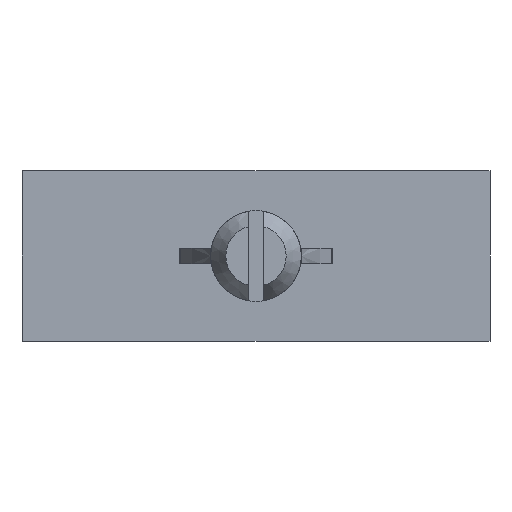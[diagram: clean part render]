
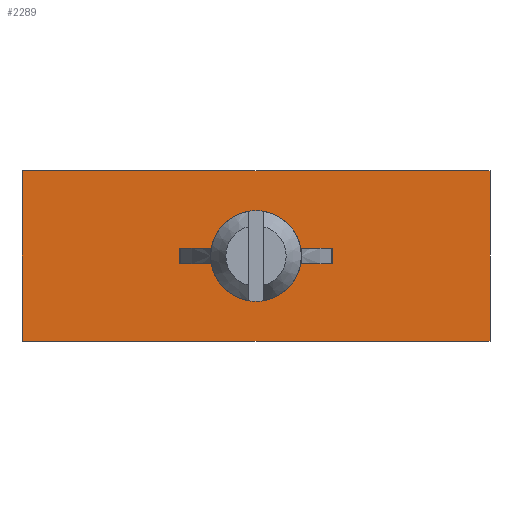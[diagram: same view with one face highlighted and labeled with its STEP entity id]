
A CAD part, front view. The second image highlights one B-rep face of the part: STEP entity #2289.
In plain terms, the highlighted planar face has unit normal (0, -1, 0).
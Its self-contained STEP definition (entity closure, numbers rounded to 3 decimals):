
#65 = DIRECTION ( 'NONE',  ( 0., 0., 1. ) ) ;
#95 = CARTESIAN_POINT ( 'NONE',  ( 15.5, 0., -5.65 ) ) ;
#121 = DIRECTION ( 'NONE',  ( 0., -1., 0. ) ) ;
#333 = CARTESIAN_POINT ( 'NONE',  ( 15.5, 0., -5.65 ) ) ;
#392 = CARTESIAN_POINT ( 'NONE',  ( -15.5, 0., 5.65 ) ) ;
#438 = LINE ( 'NONE', #392, #1930 ) ;
#508 = DIRECTION ( 'NONE',  ( 0., 0., -1. ) ) ;
#534 = VERTEX_POINT ( 'NONE', #645 ) ;
#645 = CARTESIAN_POINT ( 'NONE',  ( -15.5, 0., 5.65 ) ) ;
#717 = VECTOR ( 'NONE', #1278, 1000. ) ;
#746 = EDGE_CURVE ( 'NONE', #3032, #934, #2840, .T. ) ;
#934 = VERTEX_POINT ( 'NONE', #333 ) ;
#1001 = EDGE_LOOP ( 'NONE', ( #1104, #1216 ) ) ;
#1018 = DIRECTION ( 'NONE',  ( 0., -1., 0. ) ) ;
#1032 = CARTESIAN_POINT ( 'NONE',  ( 0., 0., 0. ) ) ;
#1054 = DIRECTION ( 'NONE',  ( 0., 0., 1. ) ) ;
#1091 = EDGE_CURVE ( 'NONE', #934, #2798, #1586, .T. ) ;
#1093 = FACE_BOUND ( 'NONE', #1001, .T. ) ;
#1104 = ORIENTED_EDGE ( 'NONE', *, *, #1741, .F. ) ;
#1142 = EDGE_CURVE ( 'NONE', #3032, #534, #2682, .T. ) ;
#1216 = ORIENTED_EDGE ( 'NONE', *, *, #2141, .F. ) ;
#1278 = DIRECTION ( 'NONE',  ( 1., 0., 0. ) ) ;
#1345 = VECTOR ( 'NONE', #65, 1000. ) ;
#1586 = LINE ( 'NONE', #95, #1345 ) ;
#1668 = CARTESIAN_POINT ( 'NONE',  ( 0., 0., -3. ) ) ;
#1741 = EDGE_CURVE ( 'NONE', #2003, #1796, #2222, .T. ) ;
#1750 = DIRECTION ( 'NONE',  ( 0., 0., -1. ) ) ;
#1772 = DIRECTION ( 'NONE',  ( 0., 0., -1. ) ) ;
#1796 = VERTEX_POINT ( 'NONE', #1668 ) ;
#1930 = VECTOR ( 'NONE', #3680, 1000. ) ;
#2003 = VERTEX_POINT ( 'NONE', #2573 ) ;
#2055 = CARTESIAN_POINT ( 'NONE',  ( -15.5, 0., -5.65 ) ) ;
#2141 = EDGE_CURVE ( 'NONE', #1796, #2003, #3285, .T. ) ;
#2143 = AXIS2_PLACEMENT_3D ( 'NONE', #2426, #4049, #508 ) ;
#2222 = CIRCLE ( 'NONE', #2143, 3. ) ;
#2276 = EDGE_CURVE ( 'NONE', #534, #2798, #438, .T. ) ;
#2289 = ADVANCED_FACE ( 'NONE', ( #2667, #1093 ), #2305, .T. ) ;
#2305 = PLANE ( 'NONE',  #2309 ) ;
#2309 = AXIS2_PLACEMENT_3D ( 'NONE', #2726, #121, #1772 ) ;
#2330 = ORIENTED_EDGE ( 'NONE', *, *, #746, .T. ) ;
#2426 = CARTESIAN_POINT ( 'NONE',  ( 0., 0., 0. ) ) ;
#2445 = ORIENTED_EDGE ( 'NONE', *, *, #2276, .F. ) ;
#2573 = CARTESIAN_POINT ( 'NONE',  ( 0., 0., 3. ) ) ;
#2576 = VECTOR ( 'NONE', #1054, 1000. ) ;
#2667 = FACE_OUTER_BOUND ( 'NONE', #3739, .T. ) ;
#2682 = LINE ( 'NONE', #3591, #2576 ) ;
#2726 = CARTESIAN_POINT ( 'NONE',  ( -15.5, 0., -5.65 ) ) ;
#2798 = VERTEX_POINT ( 'NONE', #3736 ) ;
#2840 = LINE ( 'NONE', #3549, #717 ) ;
#2981 = ORIENTED_EDGE ( 'NONE', *, *, #1091, .T. ) ;
#3032 = VERTEX_POINT ( 'NONE', #2055 ) ;
#3050 = AXIS2_PLACEMENT_3D ( 'NONE', #1032, #1018, #1750 ) ;
#3064 = ORIENTED_EDGE ( 'NONE', *, *, #1142, .F. ) ;
#3285 = CIRCLE ( 'NONE', #3050, 3. ) ;
#3549 = CARTESIAN_POINT ( 'NONE',  ( -15.5, 0., -5.65 ) ) ;
#3591 = CARTESIAN_POINT ( 'NONE',  ( -15.5, 0., -5.65 ) ) ;
#3680 = DIRECTION ( 'NONE',  ( 1., 0., 0. ) ) ;
#3736 = CARTESIAN_POINT ( 'NONE',  ( 15.5, 0., 5.65 ) ) ;
#3739 = EDGE_LOOP ( 'NONE', ( #2981, #2445, #3064, #2330 ) ) ;
#4049 = DIRECTION ( 'NONE',  ( 0., -1., 0. ) ) ;
